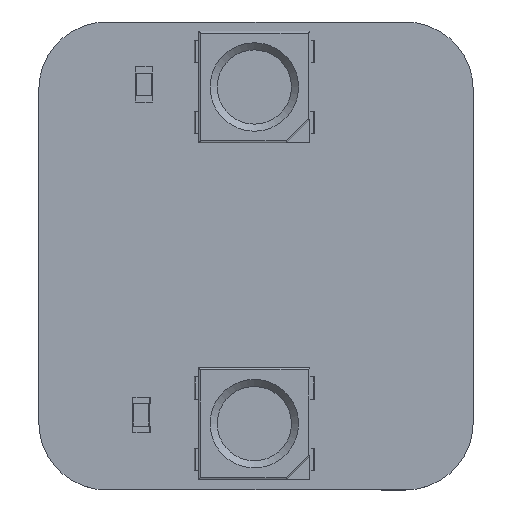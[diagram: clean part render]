
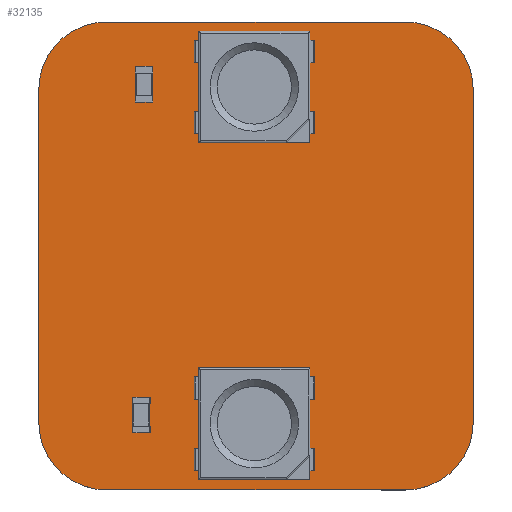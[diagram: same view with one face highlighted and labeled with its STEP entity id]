
A CAD part, top view. The second image highlights one B-rep face of the part: STEP entity #32135.
In plain terms, the highlighted planar face has unit normal (0, 0, 1).
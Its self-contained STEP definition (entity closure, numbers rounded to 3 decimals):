
#31505 = VERTEX_POINT('',#31506);
#31506 = CARTESIAN_POINT('',(19.507,17.958,1.6));
#31513 = CYLINDRICAL_SURFACE('',#31514,3.048);
#31514 = AXIS2_PLACEMENT_3D('',#31515,#31516,#31517);
#31515 = CARTESIAN_POINT('',(16.459,17.958,0.));
#31516 = DIRECTION('',(-0.,-0.,-1.));
#31517 = DIRECTION('',(1.,0.,-0.));
#31525 = PLANE('',#31526);
#31526 = AXIS2_PLACEMENT_3D('',#31527,#31528,#31529);
#31527 = CARTESIAN_POINT('',(19.507,3.048,0.));
#31528 = DIRECTION('',(-1.,0.,0.));
#31529 = DIRECTION('',(0.,1.,0.));
#31537 = EDGE_CURVE('',#31505,#31538,#31540,.T.);
#31538 = VERTEX_POINT('',#31539);
#31539 = CARTESIAN_POINT('',(16.459,21.006,1.6));
#31540 = SURFACE_CURVE('',#31541,(#31546,#31553),.PCURVE_S1.);
#31541 = CIRCLE('',#31542,3.048);
#31542 = AXIS2_PLACEMENT_3D('',#31543,#31544,#31545);
#31543 = CARTESIAN_POINT('',(16.459,17.958,1.6));
#31544 = DIRECTION('',(0.,0.,1.));
#31545 = DIRECTION('',(1.,0.,-0.));
#31546 = PCURVE('',#31513,#31547);
#31547 = DEFINITIONAL_REPRESENTATION('',(#31548),#31552);
#31548 = LINE('',#31549,#31550);
#31549 = CARTESIAN_POINT('',(-0.,-1.6));
#31550 = VECTOR('',#31551,1.);
#31551 = DIRECTION('',(-1.,0.));
#31552 = ( GEOMETRIC_REPRESENTATION_CONTEXT(2) 
PARAMETRIC_REPRESENTATION_CONTEXT() REPRESENTATION_CONTEXT('2D SPACE',''
  ) );
#31553 = PCURVE('',#31554,#31559);
#31554 = PLANE('',#31555);
#31555 = AXIS2_PLACEMENT_3D('',#31556,#31557,#31558);
#31556 = CARTESIAN_POINT('',(9.754,10.503,1.6));
#31557 = DIRECTION('',(0.,0.,1.));
#31558 = DIRECTION('',(1.,0.,-0.));
#31559 = DEFINITIONAL_REPRESENTATION('',(#31560),#31564);
#31560 = CIRCLE('',#31561,3.048);
#31561 = AXIS2_PLACEMENT_2D('',#31562,#31563);
#31562 = CARTESIAN_POINT('',(6.706,7.455));
#31563 = DIRECTION('',(1.,0.));
#31564 = ( GEOMETRIC_REPRESENTATION_CONTEXT(2) 
PARAMETRIC_REPRESENTATION_CONTEXT() REPRESENTATION_CONTEXT('2D SPACE',''
  ) );
#31582 = PLANE('',#31583);
#31583 = AXIS2_PLACEMENT_3D('',#31584,#31585,#31586);
#31584 = CARTESIAN_POINT('',(16.459,21.006,0.));
#31585 = DIRECTION('',(0.,-1.,0.));
#31586 = DIRECTION('',(-1.,0.,0.));
#31625 = EDGE_CURVE('',#31538,#31626,#31628,.T.);
#31626 = VERTEX_POINT('',#31627);
#31627 = CARTESIAN_POINT('',(3.048,21.006,1.6));
#31628 = SURFACE_CURVE('',#31629,(#31633,#31640),.PCURVE_S1.);
#31629 = LINE('',#31630,#31631);
#31630 = CARTESIAN_POINT('',(16.459,21.006,1.6));
#31631 = VECTOR('',#31632,1.);
#31632 = DIRECTION('',(-1.,0.,0.));
#31633 = PCURVE('',#31582,#31634);
#31634 = DEFINITIONAL_REPRESENTATION('',(#31635),#31639);
#31635 = LINE('',#31636,#31637);
#31636 = CARTESIAN_POINT('',(0.,-1.6));
#31637 = VECTOR('',#31638,1.);
#31638 = DIRECTION('',(1.,0.));
#31639 = ( GEOMETRIC_REPRESENTATION_CONTEXT(2) 
PARAMETRIC_REPRESENTATION_CONTEXT() REPRESENTATION_CONTEXT('2D SPACE',''
  ) );
#31640 = PCURVE('',#31554,#31641);
#31641 = DEFINITIONAL_REPRESENTATION('',(#31642),#31646);
#31642 = LINE('',#31643,#31644);
#31643 = CARTESIAN_POINT('',(6.706,10.503));
#31644 = VECTOR('',#31645,1.);
#31645 = DIRECTION('',(-1.,0.));
#31646 = ( GEOMETRIC_REPRESENTATION_CONTEXT(2) 
PARAMETRIC_REPRESENTATION_CONTEXT() REPRESENTATION_CONTEXT('2D SPACE',''
  ) );
#31664 = CYLINDRICAL_SURFACE('',#31665,3.048);
#31665 = AXIS2_PLACEMENT_3D('',#31666,#31667,#31668);
#31666 = CARTESIAN_POINT('',(3.048,17.958,0.));
#31667 = DIRECTION('',(-0.,-0.,-1.));
#31668 = DIRECTION('',(1.,0.,-0.));
#31701 = EDGE_CURVE('',#31626,#31702,#31704,.T.);
#31702 = VERTEX_POINT('',#31703);
#31703 = CARTESIAN_POINT('',(0.,17.958,1.6));
#31704 = SURFACE_CURVE('',#31705,(#31710,#31717),.PCURVE_S1.);
#31705 = CIRCLE('',#31706,3.048);
#31706 = AXIS2_PLACEMENT_3D('',#31707,#31708,#31709);
#31707 = CARTESIAN_POINT('',(3.048,17.958,1.6));
#31708 = DIRECTION('',(0.,0.,1.));
#31709 = DIRECTION('',(1.,0.,-0.));
#31710 = PCURVE('',#31664,#31711);
#31711 = DEFINITIONAL_REPRESENTATION('',(#31712),#31716);
#31712 = LINE('',#31713,#31714);
#31713 = CARTESIAN_POINT('',(-0.,-1.6));
#31714 = VECTOR('',#31715,1.);
#31715 = DIRECTION('',(-1.,0.));
#31716 = ( GEOMETRIC_REPRESENTATION_CONTEXT(2) 
PARAMETRIC_REPRESENTATION_CONTEXT() REPRESENTATION_CONTEXT('2D SPACE',''
  ) );
#31717 = PCURVE('',#31554,#31718);
#31718 = DEFINITIONAL_REPRESENTATION('',(#31719),#31723);
#31719 = CIRCLE('',#31720,3.048);
#31720 = AXIS2_PLACEMENT_2D('',#31721,#31722);
#31721 = CARTESIAN_POINT('',(-6.706,7.455));
#31722 = DIRECTION('',(1.,0.));
#31723 = ( GEOMETRIC_REPRESENTATION_CONTEXT(2) 
PARAMETRIC_REPRESENTATION_CONTEXT() REPRESENTATION_CONTEXT('2D SPACE',''
  ) );
#31741 = PLANE('',#31742);
#31742 = AXIS2_PLACEMENT_3D('',#31743,#31744,#31745);
#31743 = CARTESIAN_POINT('',(0.,17.958,0.));
#31744 = DIRECTION('',(1.,0.,-0.));
#31745 = DIRECTION('',(0.,-1.,0.));
#31779 = EDGE_CURVE('',#31702,#31780,#31782,.T.);
#31780 = VERTEX_POINT('',#31781);
#31781 = CARTESIAN_POINT('',(0.,3.048,1.6));
#31782 = SURFACE_CURVE('',#31783,(#31787,#31794),.PCURVE_S1.);
#31783 = LINE('',#31784,#31785);
#31784 = CARTESIAN_POINT('',(0.,17.958,1.6));
#31785 = VECTOR('',#31786,1.);
#31786 = DIRECTION('',(0.,-1.,0.));
#31787 = PCURVE('',#31741,#31788);
#31788 = DEFINITIONAL_REPRESENTATION('',(#31789),#31793);
#31789 = LINE('',#31790,#31791);
#31790 = CARTESIAN_POINT('',(0.,-1.6));
#31791 = VECTOR('',#31792,1.);
#31792 = DIRECTION('',(1.,0.));
#31793 = ( GEOMETRIC_REPRESENTATION_CONTEXT(2) 
PARAMETRIC_REPRESENTATION_CONTEXT() REPRESENTATION_CONTEXT('2D SPACE',''
  ) );
#31794 = PCURVE('',#31554,#31795);
#31795 = DEFINITIONAL_REPRESENTATION('',(#31796),#31800);
#31796 = LINE('',#31797,#31798);
#31797 = CARTESIAN_POINT('',(-9.754,7.455));
#31798 = VECTOR('',#31799,1.);
#31799 = DIRECTION('',(0.,-1.));
#31800 = ( GEOMETRIC_REPRESENTATION_CONTEXT(2) 
PARAMETRIC_REPRESENTATION_CONTEXT() REPRESENTATION_CONTEXT('2D SPACE',''
  ) );
#31818 = CYLINDRICAL_SURFACE('',#31819,3.048);
#31819 = AXIS2_PLACEMENT_3D('',#31820,#31821,#31822);
#31820 = CARTESIAN_POINT('',(3.048,3.048,0.));
#31821 = DIRECTION('',(-0.,-0.,-1.));
#31822 = DIRECTION('',(1.,0.,-0.));
#31855 = EDGE_CURVE('',#31780,#31856,#31858,.T.);
#31856 = VERTEX_POINT('',#31857);
#31857 = CARTESIAN_POINT('',(3.048,0.,1.6));
#31858 = SURFACE_CURVE('',#31859,(#31864,#31871),.PCURVE_S1.);
#31859 = CIRCLE('',#31860,3.048);
#31860 = AXIS2_PLACEMENT_3D('',#31861,#31862,#31863);
#31861 = CARTESIAN_POINT('',(3.048,3.048,1.6));
#31862 = DIRECTION('',(0.,0.,1.));
#31863 = DIRECTION('',(1.,0.,-0.));
#31864 = PCURVE('',#31818,#31865);
#31865 = DEFINITIONAL_REPRESENTATION('',(#31866),#31870);
#31866 = LINE('',#31867,#31868);
#31867 = CARTESIAN_POINT('',(-0.,-1.6));
#31868 = VECTOR('',#31869,1.);
#31869 = DIRECTION('',(-1.,0.));
#31870 = ( GEOMETRIC_REPRESENTATION_CONTEXT(2) 
PARAMETRIC_REPRESENTATION_CONTEXT() REPRESENTATION_CONTEXT('2D SPACE',''
  ) );
#31871 = PCURVE('',#31554,#31872);
#31872 = DEFINITIONAL_REPRESENTATION('',(#31873),#31877);
#31873 = CIRCLE('',#31874,3.048);
#31874 = AXIS2_PLACEMENT_2D('',#31875,#31876);
#31875 = CARTESIAN_POINT('',(-6.706,-7.455));
#31876 = DIRECTION('',(1.,0.));
#31877 = ( GEOMETRIC_REPRESENTATION_CONTEXT(2) 
PARAMETRIC_REPRESENTATION_CONTEXT() REPRESENTATION_CONTEXT('2D SPACE',''
  ) );
#31895 = PLANE('',#31896);
#31896 = AXIS2_PLACEMENT_3D('',#31897,#31898,#31899);
#31897 = CARTESIAN_POINT('',(3.048,0.,0.));
#31898 = DIRECTION('',(0.,1.,-0.));
#31899 = DIRECTION('',(1.,0.,0.));
#31933 = EDGE_CURVE('',#31856,#31934,#31936,.T.);
#31934 = VERTEX_POINT('',#31935);
#31935 = CARTESIAN_POINT('',(16.459,0.,1.6));
#31936 = SURFACE_CURVE('',#31937,(#31941,#31948),.PCURVE_S1.);
#31937 = LINE('',#31938,#31939);
#31938 = CARTESIAN_POINT('',(3.048,0.,1.6));
#31939 = VECTOR('',#31940,1.);
#31940 = DIRECTION('',(1.,0.,0.));
#31941 = PCURVE('',#31895,#31942);
#31942 = DEFINITIONAL_REPRESENTATION('',(#31943),#31947);
#31943 = LINE('',#31944,#31945);
#31944 = CARTESIAN_POINT('',(0.,-1.6));
#31945 = VECTOR('',#31946,1.);
#31946 = DIRECTION('',(1.,0.));
#31947 = ( GEOMETRIC_REPRESENTATION_CONTEXT(2) 
PARAMETRIC_REPRESENTATION_CONTEXT() REPRESENTATION_CONTEXT('2D SPACE',''
  ) );
#31948 = PCURVE('',#31554,#31949);
#31949 = DEFINITIONAL_REPRESENTATION('',(#31950),#31954);
#31950 = LINE('',#31951,#31952);
#31951 = CARTESIAN_POINT('',(-6.706,-10.503));
#31952 = VECTOR('',#31953,1.);
#31953 = DIRECTION('',(1.,0.));
#31954 = ( GEOMETRIC_REPRESENTATION_CONTEXT(2) 
PARAMETRIC_REPRESENTATION_CONTEXT() REPRESENTATION_CONTEXT('2D SPACE',''
  ) );
#31972 = CYLINDRICAL_SURFACE('',#31973,3.048);
#31973 = AXIS2_PLACEMENT_3D('',#31974,#31975,#31976);
#31974 = CARTESIAN_POINT('',(16.459,3.048,0.));
#31975 = DIRECTION('',(-0.,-0.,-1.));
#31976 = DIRECTION('',(1.,0.,-0.));
#32009 = EDGE_CURVE('',#31934,#32010,#32012,.T.);
#32010 = VERTEX_POINT('',#32011);
#32011 = CARTESIAN_POINT('',(19.507,3.048,1.6));
#32012 = SURFACE_CURVE('',#32013,(#32018,#32025),.PCURVE_S1.);
#32013 = CIRCLE('',#32014,3.048);
#32014 = AXIS2_PLACEMENT_3D('',#32015,#32016,#32017);
#32015 = CARTESIAN_POINT('',(16.459,3.048,1.6));
#32016 = DIRECTION('',(0.,0.,1.));
#32017 = DIRECTION('',(1.,0.,-0.));
#32018 = PCURVE('',#31972,#32019);
#32019 = DEFINITIONAL_REPRESENTATION('',(#32020),#32024);
#32020 = LINE('',#32021,#32022);
#32021 = CARTESIAN_POINT('',(-0.,-1.6));
#32022 = VECTOR('',#32023,1.);
#32023 = DIRECTION('',(-1.,0.));
#32024 = ( GEOMETRIC_REPRESENTATION_CONTEXT(2) 
PARAMETRIC_REPRESENTATION_CONTEXT() REPRESENTATION_CONTEXT('2D SPACE',''
  ) );
#32025 = PCURVE('',#31554,#32026);
#32026 = DEFINITIONAL_REPRESENTATION('',(#32027),#32031);
#32027 = CIRCLE('',#32028,3.048);
#32028 = AXIS2_PLACEMENT_2D('',#32029,#32030);
#32029 = CARTESIAN_POINT('',(6.706,-7.455));
#32030 = DIRECTION('',(1.,0.));
#32031 = ( GEOMETRIC_REPRESENTATION_CONTEXT(2) 
PARAMETRIC_REPRESENTATION_CONTEXT() REPRESENTATION_CONTEXT('2D SPACE',''
  ) );
#32082 = EDGE_CURVE('',#32010,#31505,#32083,.T.);
#32083 = SURFACE_CURVE('',#32084,(#32088,#32095),.PCURVE_S1.);
#32084 = LINE('',#32085,#32086);
#32085 = CARTESIAN_POINT('',(19.507,3.048,1.6));
#32086 = VECTOR('',#32087,1.);
#32087 = DIRECTION('',(0.,1.,0.));
#32088 = PCURVE('',#31525,#32089);
#32089 = DEFINITIONAL_REPRESENTATION('',(#32090),#32094);
#32090 = LINE('',#32091,#32092);
#32091 = CARTESIAN_POINT('',(0.,-1.6));
#32092 = VECTOR('',#32093,1.);
#32093 = DIRECTION('',(1.,0.));
#32094 = ( GEOMETRIC_REPRESENTATION_CONTEXT(2) 
PARAMETRIC_REPRESENTATION_CONTEXT() REPRESENTATION_CONTEXT('2D SPACE',''
  ) );
#32095 = PCURVE('',#31554,#32096);
#32096 = DEFINITIONAL_REPRESENTATION('',(#32097),#32101);
#32097 = LINE('',#32098,#32099);
#32098 = CARTESIAN_POINT('',(9.754,-7.455));
#32099 = VECTOR('',#32100,1.);
#32100 = DIRECTION('',(0.,1.));
#32101 = ( GEOMETRIC_REPRESENTATION_CONTEXT(2) 
PARAMETRIC_REPRESENTATION_CONTEXT() REPRESENTATION_CONTEXT('2D SPACE',''
  ) );
#32135 = ADVANCED_FACE('',(#32136),#31554,.T.);
#32136 = FACE_BOUND('',#32137,.T.);
#32137 = EDGE_LOOP('',(#32138,#32139,#32140,#32141,#32142,#32143,#32144,
    #32145));
#32138 = ORIENTED_EDGE('',*,*,#31537,.T.);
#32139 = ORIENTED_EDGE('',*,*,#31625,.T.);
#32140 = ORIENTED_EDGE('',*,*,#31701,.T.);
#32141 = ORIENTED_EDGE('',*,*,#31779,.T.);
#32142 = ORIENTED_EDGE('',*,*,#31855,.T.);
#32143 = ORIENTED_EDGE('',*,*,#31933,.T.);
#32144 = ORIENTED_EDGE('',*,*,#32009,.T.);
#32145 = ORIENTED_EDGE('',*,*,#32082,.T.);
